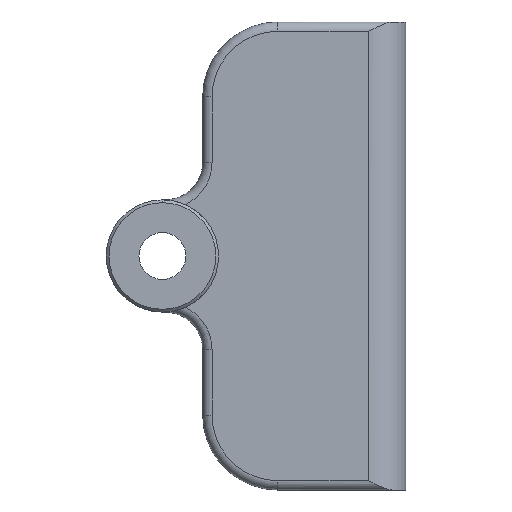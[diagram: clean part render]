
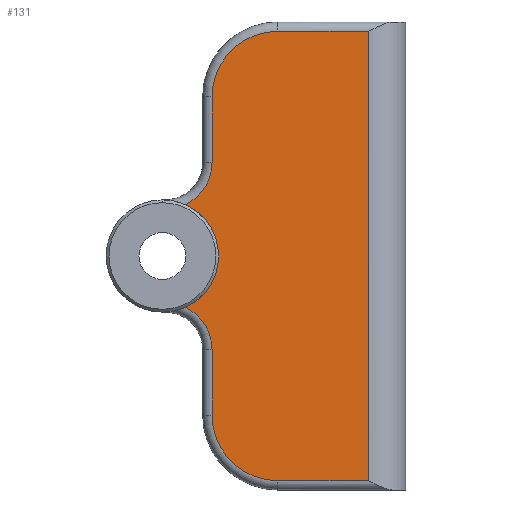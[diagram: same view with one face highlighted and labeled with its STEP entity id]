
A CAD part, front view. The second image highlights one B-rep face of the part: STEP entity #131.
In plain terms, the highlighted planar face has unit normal (0, -1, 0).
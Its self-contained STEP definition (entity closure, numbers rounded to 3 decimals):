
#7 = EDGE_CURVE ( 'NONE', #318, #1335, #878, .T. ) ;
#11 = CARTESIAN_POINT ( 'NONE',  ( 5.653, -3.5, 7.5 ) ) ;
#51 = CARTESIAN_POINT ( 'NONE',  ( 0., -3.5, 0.5 ) ) ;
#52 = DIRECTION ( 'NONE',  ( 0., 0., -1. ) ) ;
#60 = LINE ( 'NONE', #515, #988 ) ;
#75 = DIRECTION ( 'NONE',  ( 0., 0., 1. ) ) ;
#79 = VECTOR ( 'NONE', #871, 1000. ) ;
#94 = ORIENTED_EDGE ( 'NONE', *, *, #731, .T. ) ;
#126 = AXIS2_PLACEMENT_3D ( 'NONE', #1311, #283, #736 ) ;
#131 = ADVANCED_FACE ( 'NONE', ( #423 ), #880, .F. ) ;
#153 = CARTESIAN_POINT ( 'NONE',  ( 9.153, -3.5, 24.5 ) ) ;
#154 = VERTEX_POINT ( 'NONE', #431 ) ;
#163 = DIRECTION ( 'NONE',  ( 0., -1., 0. ) ) ;
#170 = AXIS2_PLACEMENT_3D ( 'NONE', #1188, #163, #621 ) ;
#190 = ORIENTED_EDGE ( 'NONE', *, *, #372, .F. ) ;
#204 = ORIENTED_EDGE ( 'NONE', *, *, #7, .F. ) ;
#205 = ORIENTED_EDGE ( 'NONE', *, *, #1113, .T. ) ;
#208 = VERTEX_POINT ( 'NONE', #675 ) ;
#239 = CARTESIAN_POINT ( 'NONE',  ( 9.153, -3.5, 0.5 ) ) ;
#268 = CIRCLE ( 'NONE', #464, 3.5 ) ;
#279 = VERTEX_POINT ( 'NONE', #153 ) ;
#283 = DIRECTION ( 'NONE',  ( 0., -1., 0. ) ) ;
#289 = EDGE_CURVE ( 'NONE', #1232, #781, #1348, .T. ) ;
#293 = VECTOR ( 'NONE', #52, 1000. ) ;
#307 = DIRECTION ( 'NONE',  ( 0., 0., -1. ) ) ;
#309 = DIRECTION ( 'NONE',  ( 0., 1., 0. ) ) ;
#315 = EDGE_CURVE ( 'NONE', #781, #208, #618, .T. ) ;
#318 = VERTEX_POINT ( 'NONE', #397 ) ;
#345 = VECTOR ( 'NONE', #506, 1000. ) ;
#372 = EDGE_CURVE ( 'NONE', #1232, #881, #1016, .T. ) ;
#383 = CARTESIAN_POINT ( 'NONE',  ( 3.153, -3.5, 17.5 ) ) ;
#388 = CARTESIAN_POINT ( 'NONE',  ( 3.153, -3.5, 7.5 ) ) ;
#397 = CARTESIAN_POINT ( 'NONE',  ( 14., -3.5, 24.5 ) ) ;
#412 = CARTESIAN_POINT ( 'NONE',  ( 9.153, -3.5, 24.5 ) ) ;
#423 = FACE_OUTER_BOUND ( 'NONE', #912, .T. ) ;
#431 = CARTESIAN_POINT ( 'NONE',  ( 5.653, -3.5, 21. ) ) ;
#450 = CARTESIAN_POINT ( 'NONE',  ( 4.222, -3.5, 9.76 ) ) ;
#452 = CIRCLE ( 'NONE', #637, 2.5 ) ;
#456 = VERTEX_POINT ( 'NONE', #1447 ) ;
#464 = AXIS2_PLACEMENT_3D ( 'NONE', #638, #1094, #75 ) ;
#506 = DIRECTION ( 'NONE',  ( 1., 0., 0. ) ) ;
#515 = CARTESIAN_POINT ( 'NONE',  ( 5.653, -3.5, 25. ) ) ;
#618 = LINE ( 'NONE', #1073, #293 ) ;
#621 = DIRECTION ( 'NONE',  ( 0., 0., -1. ) ) ;
#630 = ORIENTED_EDGE ( 'NONE', *, *, #1171, .T. ) ;
#637 = AXIS2_PLACEMENT_3D ( 'NONE', #383, #843, #1298 ) ;
#638 = CARTESIAN_POINT ( 'NONE',  ( 9.153, -3.5, 4. ) ) ;
#675 = CARTESIAN_POINT ( 'NONE',  ( 5.653, -3.5, 4. ) ) ;
#697 = AXIS2_PLACEMENT_3D ( 'NONE', #388, #850, #1306 ) ;
#699 = CARTESIAN_POINT ( 'NONE',  ( 14., -3.5, 0.5 ) ) ;
#709 = ORIENTED_EDGE ( 'NONE', *, *, #1153, .T. ) ;
#731 = EDGE_CURVE ( 'NONE', #279, #154, #1423, .T. ) ;
#736 = DIRECTION ( 'NONE',  ( 0., 0., 1. ) ) ;
#762 = ORIENTED_EDGE ( 'NONE', *, *, #315, .T. ) ;
#767 = DIRECTION ( 'NONE',  ( 0., 0., 1. ) ) ;
#781 = VERTEX_POINT ( 'NONE', #11 ) ;
#843 = DIRECTION ( 'NONE',  ( 0., 1., 0. ) ) ;
#850 = DIRECTION ( 'NONE',  ( 0., 1., 0. ) ) ;
#871 = DIRECTION ( 'NONE',  ( -1., 0., 0. ) ) ;
#878 = LINE ( 'NONE', #1336, #981 ) ;
#880 = PLANE ( 'NONE',  #957 ) ;
#881 = VERTEX_POINT ( 'NONE', #1164 ) ;
#912 = EDGE_LOOP ( 'NONE', ( #190, #1043, #762, #630, #1100, #204, #709, #94, #205, #1422 ) ) ;
#934 = EDGE_CURVE ( 'NONE', #456, #881, #452, .T. ) ;
#957 = AXIS2_PLACEMENT_3D ( 'NONE', #1338, #309, #767 ) ;
#972 = DIRECTION ( 'NONE',  ( 0., 0., -1. ) ) ;
#981 = VECTOR ( 'NONE', #307, 1000. ) ;
#988 = VECTOR ( 'NONE', #972, 1000. ) ;
#1016 = CIRCLE ( 'NONE', #170, 3. ) ;
#1043 = ORIENTED_EDGE ( 'NONE', *, *, #289, .T. ) ;
#1073 = CARTESIAN_POINT ( 'NONE',  ( 5.653, -3.5, 25. ) ) ;
#1078 = EDGE_CURVE ( 'NONE', #1307, #1335, #1185, .T. ) ;
#1094 = DIRECTION ( 'NONE',  ( 0., -1., 0. ) ) ;
#1100 = ORIENTED_EDGE ( 'NONE', *, *, #1078, .T. ) ;
#1113 = EDGE_CURVE ( 'NONE', #154, #456, #60, .T. ) ;
#1153 = EDGE_CURVE ( 'NONE', #318, #279, #1446, .T. ) ;
#1164 = CARTESIAN_POINT ( 'NONE',  ( 4.222, -3.5, 15.24 ) ) ;
#1171 = EDGE_CURVE ( 'NONE', #208, #1307, #268, .T. ) ;
#1185 = LINE ( 'NONE', #51, #345 ) ;
#1188 = CARTESIAN_POINT ( 'NONE',  ( 3., -3.5, 12.5 ) ) ;
#1232 = VERTEX_POINT ( 'NONE', #450 ) ;
#1298 = DIRECTION ( 'NONE',  ( 0., 0., 1. ) ) ;
#1306 = DIRECTION ( 'NONE',  ( 0., 0., 1. ) ) ;
#1307 = VERTEX_POINT ( 'NONE', #239 ) ;
#1311 = CARTESIAN_POINT ( 'NONE',  ( 9.153, -3.5, 21. ) ) ;
#1335 = VERTEX_POINT ( 'NONE', #699 ) ;
#1336 = CARTESIAN_POINT ( 'NONE',  ( 14., -3.5, 25. ) ) ;
#1338 = CARTESIAN_POINT ( 'NONE',  ( 0., -3.5, 25. ) ) ;
#1348 = CIRCLE ( 'NONE', #697, 2.5 ) ;
#1422 = ORIENTED_EDGE ( 'NONE', *, *, #934, .T. ) ;
#1423 = CIRCLE ( 'NONE', #126, 3.5 ) ;
#1446 = LINE ( 'NONE', #412, #79 ) ;
#1447 = CARTESIAN_POINT ( 'NONE',  ( 5.653, -3.5, 17.5 ) ) ;
